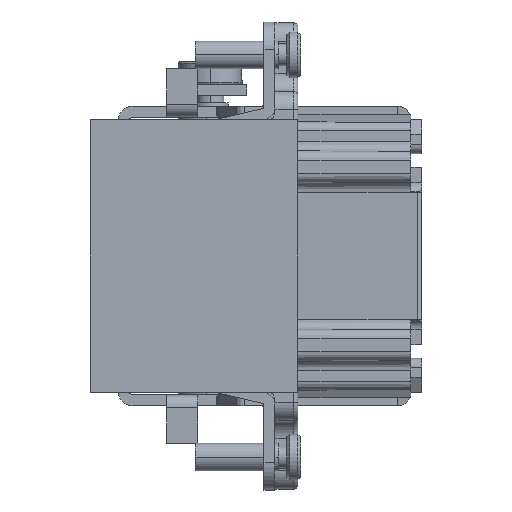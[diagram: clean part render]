
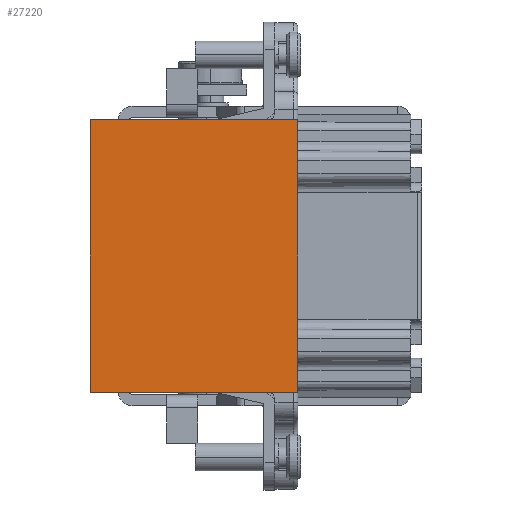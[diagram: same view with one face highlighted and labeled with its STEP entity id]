
A CAD part, left-side view. The second image highlights one B-rep face of the part: STEP entity #27220.
In plain terms, the highlighted planar face has unit normal (-1, 0, 0).
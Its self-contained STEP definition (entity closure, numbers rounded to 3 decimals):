
#761=DIRECTION('',(0.,1.,0.));
#762=VECTOR('',#761,22.7);
#763=CARTESIAN_POINT('',(-17.,0.,14.9));
#764=LINE('',#763,#762);
#4746=DIRECTION('',(0.,-1.,0.));
#4747=VECTOR('',#4746,22.7);
#4748=CARTESIAN_POINT('',(-17.,22.7,-14.9));
#4749=LINE('',#4748,#4747);
#7612=DIRECTION('',(0.,0.,1.));
#7613=VECTOR('',#7612,29.8);
#7614=CARTESIAN_POINT('',(-17.,22.7,-14.9));
#7615=LINE('',#7614,#7613);
#8608=DIRECTION('',(0.,0.,-1.));
#8609=VECTOR('',#8608,29.8);
#8610=CARTESIAN_POINT('',(-17.,0.,14.9));
#8611=LINE('',#8610,#8609);
#15126=CARTESIAN_POINT('',(-17.,22.7,-14.9));
#15127=CARTESIAN_POINT('',(-17.,22.7,14.9));
#15128=VERTEX_POINT('',#15126);
#15129=VERTEX_POINT('',#15127);
#15488=CARTESIAN_POINT('',(-17.,0.,14.9));
#15489=VERTEX_POINT('',#15488);
#15490=CARTESIAN_POINT('',(-17.,0.,-14.9));
#15491=VERTEX_POINT('',#15490);
#27209=CARTESIAN_POINT('',(-17.,0.,-14.9));
#27210=DIRECTION('',(-1.,0.,0.));
#27211=DIRECTION('',(0.,0.,1.));
#27212=AXIS2_PLACEMENT_3D('',#27209,#27210,#27211);
#27213=PLANE('',#27212);
#27214=ORIENTED_EDGE('',*,*,#18350,.T.);
#27215=ORIENTED_EDGE('',*,*,#22001,.F.);
#27216=ORIENTED_EDGE('',*,*,#26665,.T.);
#27217=ORIENTED_EDGE('',*,*,#17109,.F.);
#27218=EDGE_LOOP('',(#27214,#27215,#27216,#27217));
#27219=FACE_OUTER_BOUND('',#27218,.F.);
#27220=ADVANCED_FACE('',(#27219),#27213,.T.);
#17109=EDGE_CURVE('',#15489,#15129,#764,.T.);
#18350=EDGE_CURVE('',#15489,#15491,#8611,.T.);
#22001=EDGE_CURVE('',#15128,#15491,#4749,.T.);
#26665=EDGE_CURVE('',#15128,#15129,#7615,.T.);
